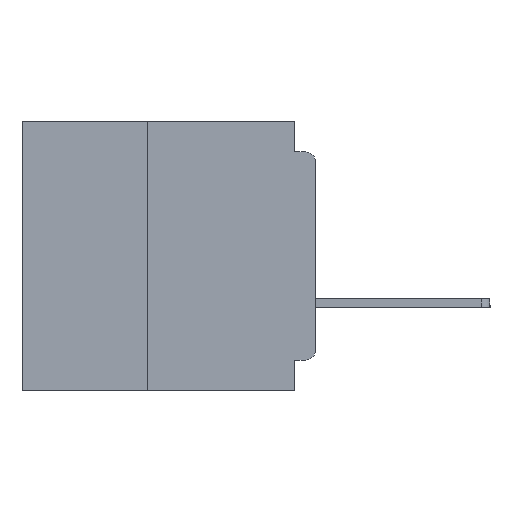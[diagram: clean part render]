
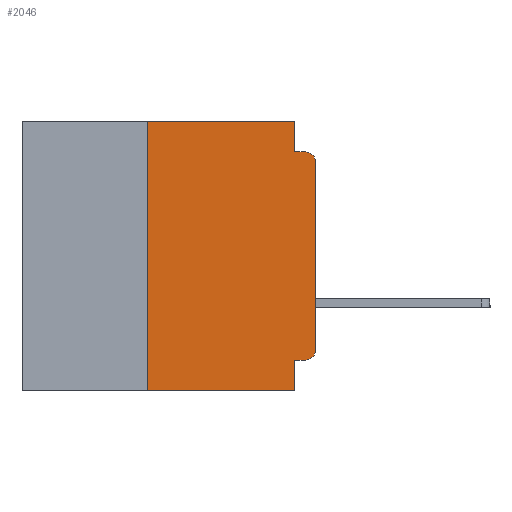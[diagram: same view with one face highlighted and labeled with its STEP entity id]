
A CAD part, left-side view. The second image highlights one B-rep face of the part: STEP entity #2046.
In plain terms, the highlighted planar face has unit normal (-1, 0, 0).
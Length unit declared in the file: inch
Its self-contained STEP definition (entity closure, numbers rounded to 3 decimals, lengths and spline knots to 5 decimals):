
#2046 = ADVANCED_FACE ( 'NONE', ( #30748 ), #42672, .F. ) ;
#2214 = EDGE_CURVE ( 'NONE', #23705, #27847, #53267, .T. ) ;
#2327 = CARTESIAN_POINT ( 'NONE',  ( 0., 0.031, 0. ) ) ;
#3276 = EDGE_CURVE ( 'NONE', #37468, #31633, #3923, .T. ) ;
#3923 = LINE ( 'NONE', #42008, #35758 ) ;
#4759 = DIRECTION ( 'NONE',  ( 0., 0., -1. ) ) ;
#4892 = DIRECTION ( 'NONE',  ( 0., 1., 0. ) ) ;
#5094 = ORIENTED_EDGE ( 'NONE', *, *, #29390, .T. ) ;
#5977 = VECTOR ( 'NONE', #4759, 39.37008 ) ;
#6022 = CARTESIAN_POINT ( 'NONE',  ( 0., 0.437, -0.4 ) ) ;
#6342 = CARTESIAN_POINT ( 'NONE',  ( 0., 0.015, -0.045 ) ) ;
#7047 = CARTESIAN_POINT ( 'NONE',  ( 0., 0., -0.34 ) ) ;
#8307 = ORIENTED_EDGE ( 'NONE', *, *, #19658, .F. ) ;
#8513 = DIRECTION ( 'NONE',  ( 0., -1., 0. ) ) ;
#8796 = AXIS2_PLACEMENT_3D ( 'NONE', #34422, #18029, #46804 ) ;
#9619 = CIRCLE ( 'NONE', #32868, 0.015 ) ;
#10874 = DIRECTION ( 'NONE',  ( 0., 0., -1. ) ) ;
#10942 = CARTESIAN_POINT ( 'NONE',  ( 0., 0., 0. ) ) ;
#11261 = VECTOR ( 'NONE', #35010, 39.37008 ) ;
#11638 = CARTESIAN_POINT ( 'NONE',  ( 0., 0.25, -0.4 ) ) ;
#11659 = AXIS2_PLACEMENT_3D ( 'NONE', #22805, #51625, #26920 ) ;
#12072 = VECTOR ( 'NONE', #10874, 39.37008 ) ;
#12558 = VECTOR ( 'NONE', #8513, 39.37008 ) ;
#13354 = LINE ( 'NONE', #2327, #12072 ) ;
#15175 = ORIENTED_EDGE ( 'NONE', *, *, #2214, .T. ) ;
#15191 = CARTESIAN_POINT ( 'NONE',  ( 0., 0.031, -0.4 ) ) ;
#15945 = DIRECTION ( 'NONE',  ( 0., 0., -1. ) ) ;
#15949 = DIRECTION ( 'NONE',  ( -1., 0., 0. ) ) ;
#16682 = ORIENTED_EDGE ( 'NONE', *, *, #3276, .F. ) ;
#16778 = ORIENTED_EDGE ( 'NONE', *, *, #53138, .F. ) ;
#16936 = VECTOR ( 'NONE', #43081, 39.37008 ) ;
#18029 = DIRECTION ( 'NONE',  ( 1., 0., 0. ) ) ;
#19580 = VERTEX_POINT ( 'NONE', #34309 ) ;
#19658 = EDGE_CURVE ( 'NONE', #19580, #32432, #51084, .T. ) ;
#20033 = ORIENTED_EDGE ( 'NONE', *, *, #50360, .F. ) ;
#21407 = VECTOR ( 'NONE', #33481, 39.37008 ) ;
#22715 = LINE ( 'NONE', #41593, #21407 ) ;
#22805 = CARTESIAN_POINT ( 'NONE',  ( 0., 0.015, -0.34 ) ) ;
#23014 = ORIENTED_EDGE ( 'NONE', *, *, #51500, .T. ) ;
#23498 = EDGE_LOOP ( 'NONE', ( #15175, #23014, #44762, #16778, #8307, #20033, #25875, #25027, #16682, #5094 ) ) ;
#23705 = VERTEX_POINT ( 'NONE', #7047 ) ;
#25027 = ORIENTED_EDGE ( 'NONE', *, *, #31064, .F. ) ;
#25606 = EDGE_CURVE ( 'NONE', #49287, #37160, #33193, .T. ) ;
#25875 = ORIENTED_EDGE ( 'NONE', *, *, #36583, .T. ) ;
#26920 = DIRECTION ( 'NONE',  ( 0., 0., -1. ) ) ;
#27212 = CARTESIAN_POINT ( 'NONE',  ( 0., 0., -0.06 ) ) ;
#27847 = VERTEX_POINT ( 'NONE', #27212 ) ;
#29119 = CARTESIAN_POINT ( 'NONE',  ( 0., 0., -0.045 ) ) ;
#29390 = EDGE_CURVE ( 'NONE', #37468, #23705, #49585, .T. ) ;
#29961 = CARTESIAN_POINT ( 'NONE',  ( 0., 0.031, -0.355 ) ) ;
#30090 = VERTEX_POINT ( 'NONE', #15191 ) ;
#30748 = FACE_OUTER_BOUND ( 'NONE', #23498, .T. ) ;
#31064 = EDGE_CURVE ( 'NONE', #31633, #30090, #49955, .T. ) ;
#31633 = VERTEX_POINT ( 'NONE', #29961 ) ;
#32432 = VERTEX_POINT ( 'NONE', #40830 ) ;
#32868 = AXIS2_PLACEMENT_3D ( 'NONE', #36809, #15949, #15945 ) ;
#33193 = LINE ( 'NONE', #29119, #12558 ) ;
#33481 = DIRECTION ( 'NONE',  ( 0., 0., 1. ) ) ;
#34309 = CARTESIAN_POINT ( 'NONE',  ( 0., 0.25, 0. ) ) ;
#34422 = CARTESIAN_POINT ( 'NONE',  ( 0., 0.437, 0. ) ) ;
#35010 = DIRECTION ( 'NONE',  ( 0., -1., 0. ) ) ;
#35758 = VECTOR ( 'NONE', #4892, 39.37008 ) ;
#36583 = EDGE_CURVE ( 'NONE', #44273, #30090, #48008, .T. ) ;
#36809 = CARTESIAN_POINT ( 'NONE',  ( 0., 0.015, -0.06 ) ) ;
#37160 = VERTEX_POINT ( 'NONE', #6342 ) ;
#37468 = VERTEX_POINT ( 'NONE', #51222 ) ;
#37932 = CARTESIAN_POINT ( 'NONE',  ( 0., 0.031, -0.4 ) ) ;
#40830 = CARTESIAN_POINT ( 'NONE',  ( 0., 0.031, 0. ) ) ;
#41593 = CARTESIAN_POINT ( 'NONE',  ( 0., 0.25, -0.4 ) ) ;
#42008 = CARTESIAN_POINT ( 'NONE',  ( 0., 0., -0.355 ) ) ;
#42298 = VECTOR ( 'NONE', #43911, 39.37008 ) ;
#42672 = PLANE ( 'NONE',  #8796 ) ;
#43081 = DIRECTION ( 'NONE',  ( 0., -1., 0. ) ) ;
#43911 = DIRECTION ( 'NONE',  ( 0., 0., 1. ) ) ;
#44273 = VERTEX_POINT ( 'NONE', #11638 ) ;
#44762 = ORIENTED_EDGE ( 'NONE', *, *, #25606, .F. ) ;
#45802 = CARTESIAN_POINT ( 'NONE',  ( 0., 0.031, -0.045 ) ) ;
#46804 = DIRECTION ( 'NONE',  ( 0., 0., -1. ) ) ;
#48008 = LINE ( 'NONE', #6022, #11261 ) ;
#49287 = VERTEX_POINT ( 'NONE', #45802 ) ;
#49585 = CIRCLE ( 'NONE', #11659, 0.015 ) ;
#49955 = LINE ( 'NONE', #37932, #5977 ) ;
#50360 = EDGE_CURVE ( 'NONE', #44273, #19580, #22715, .T. ) ;
#51036 = CARTESIAN_POINT ( 'NONE',  ( 0., 0.437, 0. ) ) ;
#51084 = LINE ( 'NONE', #51036, #16936 ) ;
#51222 = CARTESIAN_POINT ( 'NONE',  ( 0., 0.015, -0.355 ) ) ;
#51500 = EDGE_CURVE ( 'NONE', #27847, #37160, #9619, .T. ) ;
#51625 = DIRECTION ( 'NONE',  ( -1., 0., 0. ) ) ;
#53138 = EDGE_CURVE ( 'NONE', #32432, #49287, #13354, .T. ) ;
#53267 = LINE ( 'NONE', #10942, #42298 ) ;
